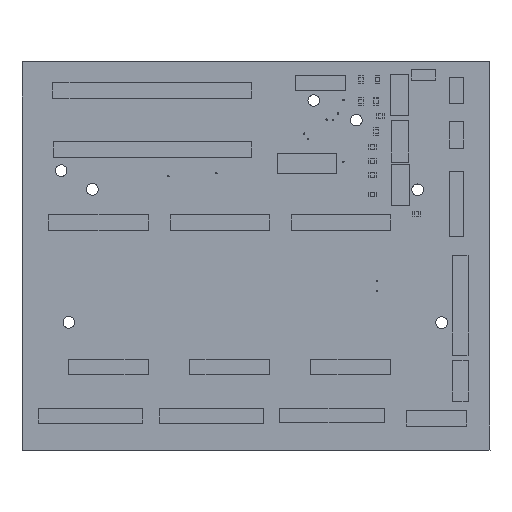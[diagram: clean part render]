
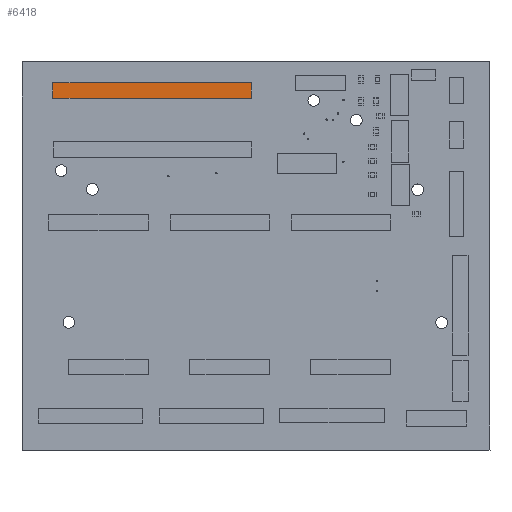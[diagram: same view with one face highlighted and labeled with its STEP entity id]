
A CAD part, top view. The second image highlights one B-rep face of the part: STEP entity #6418.
In plain terms, the highlighted planar face has unit normal (0, 0, 1).
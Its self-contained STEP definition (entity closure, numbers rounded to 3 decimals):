
#688=PLANE('',#7316);
#994=FACE_OUTER_BOUND('',#1676,.T.);
#1676=EDGE_LOOP('',(#5682,#5683,#5684,#5685));
#2030=LINE('',#10697,#2470);
#2031=LINE('',#10699,#2471);
#2032=LINE('',#10701,#2472);
#2033=LINE('',#10702,#2473);
#2470=VECTOR('',#8963,10.);
#2471=VECTOR('',#8964,10.);
#2472=VECTOR('',#8965,10.);
#2473=VECTOR('',#8966,10.);
#3442=VERTEX_POINT('',#10695);
#3443=VERTEX_POINT('',#10696);
#3444=VERTEX_POINT('',#10698);
#3445=VERTEX_POINT('',#10700);
#4206=EDGE_CURVE('',#3442,#3443,#2030,.T.);
#4207=EDGE_CURVE('',#3443,#3444,#2031,.T.);
#4208=EDGE_CURVE('',#3444,#3445,#2032,.T.);
#4209=EDGE_CURVE('',#3445,#3442,#2033,.T.);
#5682=ORIENTED_EDGE('',*,*,#4206,.T.);
#5683=ORIENTED_EDGE('',*,*,#4207,.T.);
#5684=ORIENTED_EDGE('',*,*,#4208,.T.);
#5685=ORIENTED_EDGE('',*,*,#4209,.T.);
#6418=ADVANCED_FACE('',(#994),#688,.T.);
#7316=AXIS2_PLACEMENT_3D('',#10694,#8961,#8962);
#8961=DIRECTION('center_axis',(0.,0.,1.));
#8962=DIRECTION('ref_axis',(1.,0.,0.));
#8963=DIRECTION('',(0.,1.,0.));
#8964=DIRECTION('',(-1.,0.,0.));
#8965=DIRECTION('',(0.,-1.,0.));
#8966=DIRECTION('',(1.,0.,0.));
#10694=CARTESIAN_POINT('Origin',(0.,0.,0.1));
#10695=CARTESIAN_POINT('',(25.527,-2.032,0.1));
#10696=CARTESIAN_POINT('',(25.527,2.032,0.1));
#10697=CARTESIAN_POINT('',(25.527,0.,0.1));
#10698=CARTESIAN_POINT('',(-25.527,2.032,0.1));
#10699=CARTESIAN_POINT('',(0.,2.032,0.1));
#10700=CARTESIAN_POINT('',(-25.527,-2.032,0.1));
#10701=CARTESIAN_POINT('',(-25.527,0.,0.1));
#10702=CARTESIAN_POINT('',(0.,-2.032,0.1));
